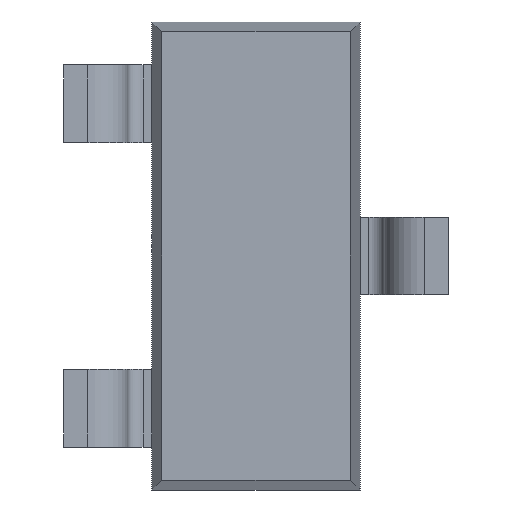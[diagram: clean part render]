
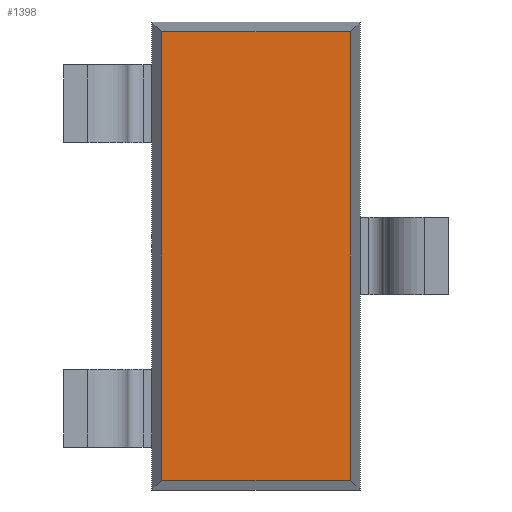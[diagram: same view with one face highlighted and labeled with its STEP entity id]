
A CAD part, front view. The second image highlights one B-rep face of the part: STEP entity #1398.
In plain terms, the highlighted planar face has unit normal (0, -1, 0).
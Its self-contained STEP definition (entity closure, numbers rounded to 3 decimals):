
#16 = ORIENTED_EDGE ( 'NONE', *, *, #518, .T. ) ;
#18 = DIRECTION ( 'NONE',  ( 0., 0., 1. ) ) ;
#153 = AXIS2_PLACEMENT_3D ( 'NONE', #1591, #968, #188 ) ;
#157 = ORIENTED_EDGE ( 'NONE', *, *, #651, .T. ) ;
#171 = ORIENTED_EDGE ( 'NONE', *, *, #292, .T. ) ;
#188 = DIRECTION ( 'NONE',  ( 0., 0., -1. ) ) ;
#235 = CARTESIAN_POINT ( 'NONE',  ( 0., 0.1, 1.398 ) ) ;
#259 = VECTOR ( 'NONE', #18, 1000. ) ;
#268 = ORIENTED_EDGE ( 'NONE', *, *, #783, .T. ) ;
#289 = DIRECTION ( 'NONE',  ( 0., 0., -1. ) ) ;
#292 = EDGE_CURVE ( 'NONE', #939, #1445, #712, .T. ) ;
#374 = CARTESIAN_POINT ( 'NONE',  ( 0.588, 0.1, 0. ) ) ;
#416 = CARTESIAN_POINT ( 'NONE',  ( -0.588, 0.1, 1.398 ) ) ;
#488 = VERTEX_POINT ( 'NONE', #416 ) ;
#518 = EDGE_CURVE ( 'NONE', #1541, #939, #795, .T. ) ;
#579 = CARTESIAN_POINT ( 'NONE',  ( 0., 0.1, -1.398 ) ) ;
#599 = PLANE ( 'NONE',  #153 ) ;
#651 = EDGE_CURVE ( 'NONE', #488, #1541, #1539, .T. ) ;
#665 = CARTESIAN_POINT ( 'NONE',  ( -0.588, 0.1, 0. ) ) ;
#712 = LINE ( 'NONE', #374, #259 ) ;
#783 = EDGE_CURVE ( 'NONE', #1445, #488, #1183, .T. ) ;
#795 = LINE ( 'NONE', #579, #1149 ) ;
#846 = EDGE_LOOP ( 'NONE', ( #157, #16, #171, #268 ) ) ;
#924 = CARTESIAN_POINT ( 'NONE',  ( -0.588, 0.1, -1.398 ) ) ;
#939 = VERTEX_POINT ( 'NONE', #1510 ) ;
#968 = DIRECTION ( 'NONE',  ( 0., -1., 0. ) ) ;
#1149 = VECTOR ( 'NONE', #1180, 1000. ) ;
#1180 = DIRECTION ( 'NONE',  ( 1., 0., 0. ) ) ;
#1183 = LINE ( 'NONE', #235, #1466 ) ;
#1205 = FACE_OUTER_BOUND ( 'NONE', #846, .T. ) ;
#1398 = ADVANCED_FACE ( 'NONE', ( #1205 ), #599, .T. ) ;
#1410 = CARTESIAN_POINT ( 'NONE',  ( 0.588, 0.1, 1.398 ) ) ;
#1445 = VERTEX_POINT ( 'NONE', #1410 ) ;
#1466 = VECTOR ( 'NONE', #1551, 1000. ) ;
#1495 = VECTOR ( 'NONE', #289, 1000. ) ;
#1510 = CARTESIAN_POINT ( 'NONE',  ( 0.588, 0.1, -1.398 ) ) ;
#1539 = LINE ( 'NONE', #665, #1495 ) ;
#1541 = VERTEX_POINT ( 'NONE', #924 ) ;
#1551 = DIRECTION ( 'NONE',  ( -1., 0., 0. ) ) ;
#1591 = CARTESIAN_POINT ( 'NONE',  ( 0., 0.1, 0. ) ) ;
